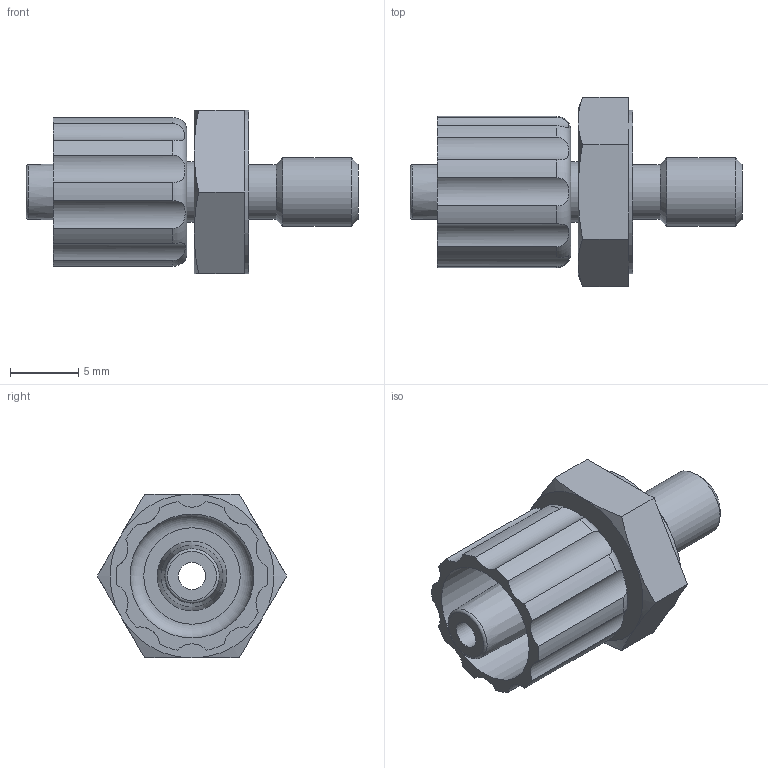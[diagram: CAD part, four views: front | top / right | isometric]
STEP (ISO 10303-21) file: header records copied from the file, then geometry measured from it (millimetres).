
FILE_DESCRIPTION(/* description */ ('Unknown','CAx-IF Rec.Pracs.---Representation and Presentation of Product Manufacturing Information (PMI)---4.0---2014-10-13','CAx-IF Rec.Pracs.---3D Tessellated Geometry---0.4---2014-09-14','2;1'),/* implementation_level */ '2;1');
FILE_NAME(/* name */ '501369_560952-M5-SS',/* time_stamp */ '2023-09-27T08:49:22+02:00',/* author */ ('Unknown'),/* organization */ ('Unknown'),/* preprocessor_version */ 'ST-DEVELOPER v16.7',/* originating_system */ 'Solid Edge',/* authorisation */ 'Unknown');
FILE_SCHEMA (('AP242_MANAGED_MODEL_BASED_3D_ENGINEERING_MIM_LF { 1 0 10303 442 1 1 4 }'));
Length unit declared in the file: millimetre
Products named in the file (1): 501369_560952-M5-SS
Bounding box: 24.3 x 13.86 x 12 mm (x, y, z)
Volume: 1021.6 mm3; surface area: 1595.1 mm2
Topology: 2 solids, 2 shells, 60 faces, 141 edges, 89 vertices
Faces by surface type: cylinder 27, plane 20, cone 10, torus 3
Full cylindrical faces by diameter (mm): 2 x1, 4 x1, 4.4 x1, 4.565 x1, 5 x1, 9.065 x1, 12 x1
Entity records: 1719 total; most frequent: CARTESIAN_POINT 382, DIRECTION 284, ORIENTED_EDGE 244, AXIS2_PLACEMENT_3D 123, EDGE_CURVE 122, VERTEX_POINT 84, EDGE_LOOP 82, FACE_BOUND 82
